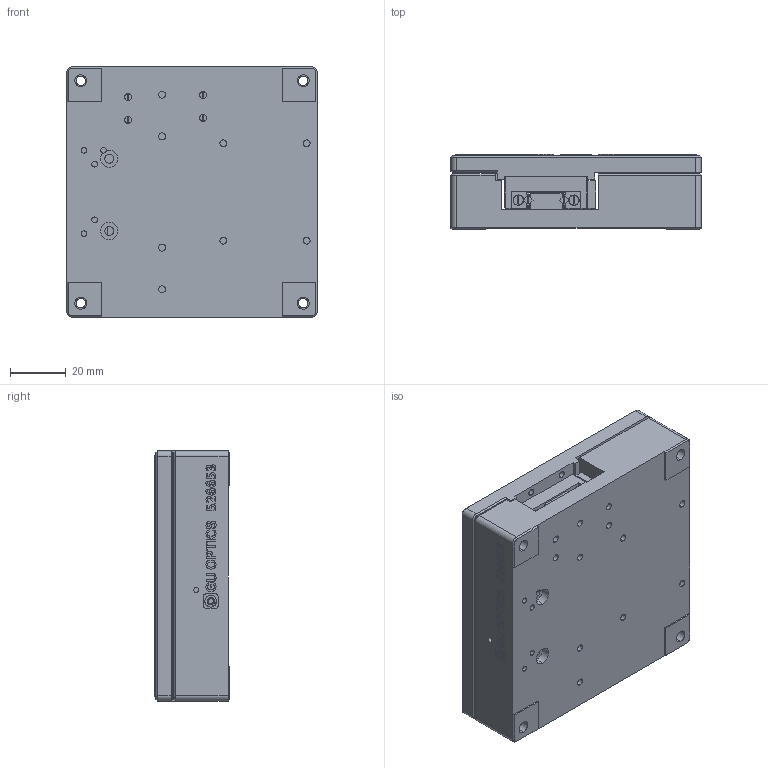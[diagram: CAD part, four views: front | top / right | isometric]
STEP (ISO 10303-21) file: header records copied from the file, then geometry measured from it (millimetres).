
FILE_DESCRIPTION (( 'STEP AP203' ), '1' );
FILE_NAME ('GU-LS2系列平移台 90台面.STEP', '2018-10-26T06:18:14', ( 'user' ), ( '微软中国' ), 'SwSTEP 2.0', 'SolidWorks 2016', '' );
FILE_SCHEMA (( 'CONFIG_CONTROL_DESIGN' ));
Length unit declared in the file: millimetre
Products named in the file (1): GU-LS2炵蹈す痄怢 90怢醱
Bounding box: 90 x 27 x 90 mm (x, y, z)
Volume: 162553.4 mm3; surface area: 67424.5 mm2
Topology: 11 solids, 11 shells, 1135 faces, 2935 edges, 1903 vertices
Faces by surface type: plane 535, cylinder 335, bspline 139, cone 126
Entity records: 40611 total; most frequent: CARTESIAN_POINT 13200, ORIENTED_EDGE 5850, DIRECTION 5288, EDGE_CURVE 2925, VERTEX_POINT 1903, AXIS2_PLACEMENT_3D 1790, LINE 1708, VECTOR 1708
